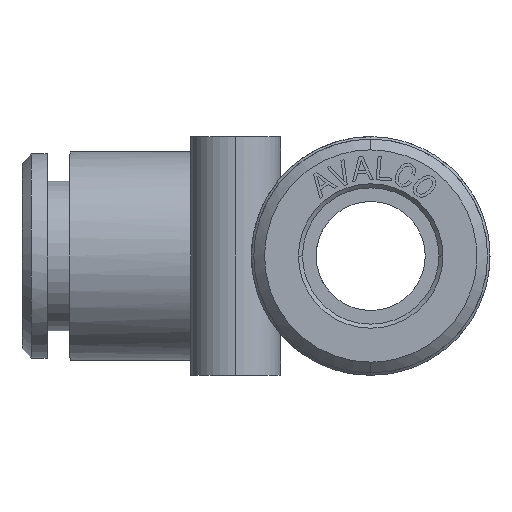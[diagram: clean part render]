
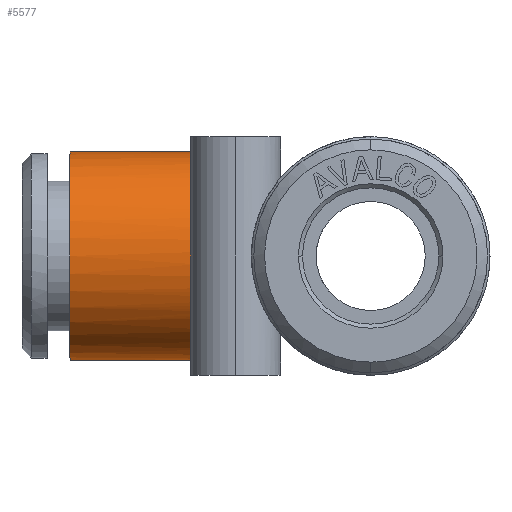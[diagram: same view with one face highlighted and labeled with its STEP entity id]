
A CAD part, left-side view. The second image highlights one B-rep face of the part: STEP entity #5577.
In plain terms, the highlighted cylindrical face has radius 7.638 mm (diameter 15.275 mm), a partial arc.
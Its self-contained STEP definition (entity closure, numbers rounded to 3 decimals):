
#3867=CARTESIAN_POINT('Line Origine',(-16.25,16.019,7.638)) ;
#3871=CARTESIAN_POINT('Vertex',(-16.25,10.038,7.638)) ;
#3873=CARTESIAN_POINT('Vertex',(-16.25,22.001,7.638)) ;
#4311=CARTESIAN_POINT('Vertex',(-16.25,22.,-7.638)) ;
#4314=CARTESIAN_POINT('Axis2P3D Location',(-16.25,22.083,0.)) ;
#5510=CARTESIAN_POINT('Axis2P3D Location',(-16.25,10.036,0.)) ;
#5515=CARTESIAN_POINT('Line Origine',(-16.25,16.018,-7.638)) ;
#5519=CARTESIAN_POINT('Vertex',(-16.25,10.038,-7.638)) ;
#5522=CARTESIAN_POINT('Axis2P3D Location',(-16.25,10.036,0.)) ;
#5526=CARTESIAN_POINT('Vertex',(-22.328,10.038,-4.625)) ;
#5530=CARTESIAN_POINT('Control Point',(-22.328,10.037,-4.625)) ;
#5531=CARTESIAN_POINT('Control Point',(-22.358,10.786,-4.586)) ;
#5532=CARTESIAN_POINT('Control Point',(-22.617,11.524,-4.256)) ;
#5533=CARTESIAN_POINT('Control Point',(-22.999,11.953,-3.685)) ;
#5534=CARTESIAN_POINT('Control Point',(-23.288,12.248,-3.055)) ;
#5535=CARTESIAN_POINT('Control Point',(-23.514,12.435,-2.36)) ;
#5536=CARTESIAN_POINT('Vertex',(-23.514,12.436,-2.36)) ;
#5540=CARTESIAN_POINT('Control Point',(-23.514,12.435,-2.36)) ;
#5541=CARTESIAN_POINT('Control Point',(-23.771,12.649,-1.567)) ;
#5542=CARTESIAN_POINT('Control Point',(-23.931,12.73,-0.708)) ;
#5543=CARTESIAN_POINT('Control Point',(-23.961,12.743,0.162)) ;
#5544=CARTESIAN_POINT('Control Point',(-23.816,12.682,1.467)) ;
#5545=CARTESIAN_POINT('Control Point',(-23.427,12.37,2.662)) ;
#5546=CARTESIAN_POINT('Control Point',(-23.273,12.231,3.042)) ;
#5547=CARTESIAN_POINT('Control Point',(-22.926,11.857,3.751)) ;
#5548=CARTESIAN_POINT('Control Point',(-22.585,11.256,4.282)) ;
#5549=CARTESIAN_POINT('Control Point',(-22.435,10.891,4.484)) ;
#5550=CARTESIAN_POINT('Control Point',(-22.345,10.465,4.603)) ;
#5551=CARTESIAN_POINT('Control Point',(-22.328,10.037,4.625)) ;
#5552=CARTESIAN_POINT('Vertex',(-22.328,10.038,4.625)) ;
#5555=CARTESIAN_POINT('Axis2P3D Location',(-16.25,10.036,0.)) ;
#5559=CARTESIAN_POINT('Vertex',(-20.739,10.036,6.179)) ;
#5562=CARTESIAN_POINT('Axis2P3D Location',(-16.25,10.036,0.)) ;
#3868=DIRECTION('Vector Direction',(0.,1.,0.)) ;
#4315=DIRECTION('Axis2P3D Direction',(0.,1.,0.)) ;
#5511=DIRECTION('Axis2P3D Direction',(0.,1.,0.)) ;
#5512=DIRECTION('Axis2P3D XDirection',(0.,0.,-1.)) ;
#5516=DIRECTION('Vector Direction',(0.,1.,0.)) ;
#5523=DIRECTION('Axis2P3D Direction',(0.,1.,0.)) ;
#5556=DIRECTION('Axis2P3D Direction',(0.,1.,0.)) ;
#5563=DIRECTION('Axis2P3D Direction',(0.,1.,0.)) ;
#4316=AXIS2_PLACEMENT_3D('Circle Axis2P3D',#4314,#4315,$) ;
#5513=AXIS2_PLACEMENT_3D('Cylinder Axis2P3D',#5510,#5511,#5512) ;
#5524=AXIS2_PLACEMENT_3D('Circle Axis2P3D',#5522,#5523,$) ;
#5557=AXIS2_PLACEMENT_3D('Circle Axis2P3D',#5555,#5556,$) ;
#5564=AXIS2_PLACEMENT_3D('Circle Axis2P3D',#5562,#5563,$) ;
#5568=ORIENTED_EDGE('',*,*,#3875,.T.) ;
#5569=ORIENTED_EDGE('',*,*,#4318,.F.) ;
#5570=ORIENTED_EDGE('',*,*,#5521,.T.) ;
#5571=ORIENTED_EDGE('',*,*,#5528,.T.) ;
#5572=ORIENTED_EDGE('',*,*,#5538,.T.) ;
#5573=ORIENTED_EDGE('',*,*,#5554,.T.) ;
#5574=ORIENTED_EDGE('',*,*,#5561,.T.) ;
#5575=ORIENTED_EDGE('',*,*,#5566,.T.) ;
#3869=VECTOR('Line Direction',#3868,1.) ;
#5517=VECTOR('Line Direction',#5516,1.) ;
#5577=ADVANCED_FACE('Corps principal',(#5576),#5514,.T.) ;
#5529=B_SPLINE_CURVE_WITH_KNOTS('',5,(#5530,#5531,#5532,#5533,#5534,#5535),.UNSPECIFIED.,.F.,.U.,(6,6),(0.,3.764),.UNSPECIFIED.) ;
#5539=B_SPLINE_CURVE_WITH_KNOTS('',5,(#5540,#5541,#5542,#5543,#5544,#5545,#5546,#5547,#5548,#5549,#5550,#5551),.UNSPECIFIED.,.F.,.U.,(6,3,3,6),(3.764,8.069,10.222,12.375),.UNSPECIFIED.) ;
#4317=CIRCLE('generated circle',#4316,7.555) ;
#5525=CIRCLE('generated circle',#5524,7.638) ;
#5558=CIRCLE('generated circle',#5557,7.638) ;
#5565=CIRCLE('generated circle',#5564,7.638) ;
#5514=CYLINDRICAL_SURFACE('generated cylinder',#5513,7.638) ;
#3875=EDGE_CURVE('',#3872,#3874,#3870,.T.) ;
#4318=EDGE_CURVE('',#4312,#3874,#4317,.T.) ;
#5521=EDGE_CURVE('',#4312,#5520,#5518,.F.) ;
#5528=EDGE_CURVE('',#5520,#5527,#5525,.T.) ;
#5538=EDGE_CURVE('',#5527,#5537,#5529,.T.) ;
#5554=EDGE_CURVE('',#5537,#5553,#5539,.T.) ;
#5561=EDGE_CURVE('',#5553,#5560,#5558,.T.) ;
#5566=EDGE_CURVE('',#5560,#3872,#5565,.T.) ;
#5567=EDGE_LOOP('',(#5568,#5569,#5570,#5571,#5572,#5573,#5574,#5575)) ;
#5576=FACE_OUTER_BOUND('',#5567,.T.) ;
#3870=LINE('Line',#3867,#3869) ;
#5518=LINE('Line',#5515,#5517) ;
#3872=VERTEX_POINT('',#3871) ;
#3874=VERTEX_POINT('',#3873) ;
#4312=VERTEX_POINT('',#4311) ;
#5520=VERTEX_POINT('',#5519) ;
#5527=VERTEX_POINT('',#5526) ;
#5537=VERTEX_POINT('',#5536) ;
#5553=VERTEX_POINT('',#5552) ;
#5560=VERTEX_POINT('',#5559) ;
